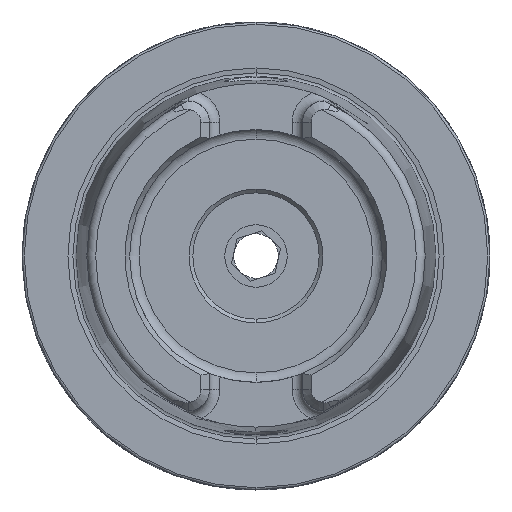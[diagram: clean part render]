
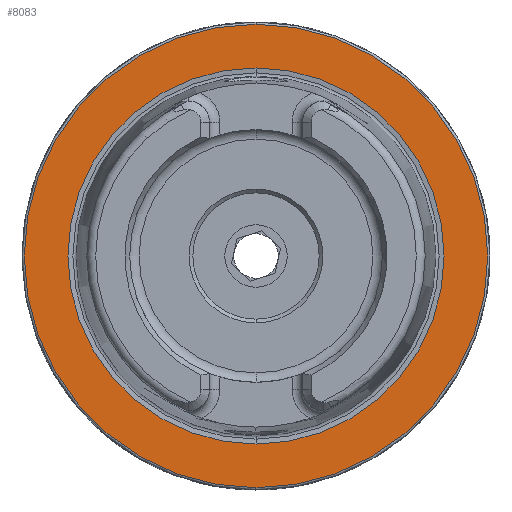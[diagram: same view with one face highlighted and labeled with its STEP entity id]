
A CAD part, left-side view. The second image highlights one B-rep face of the part: STEP entity #8083.
In plain terms, the highlighted planar face has unit normal (-1, 0, 0).
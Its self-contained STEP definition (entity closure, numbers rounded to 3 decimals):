
#54 = DIRECTION ( 'NONE',  ( 0., 0., 1. ) ) ;
#441 = CARTESIAN_POINT ( 'NONE',  ( 0., 0., -25.319 ) ) ;
#452 = CARTESIAN_POINT ( 'NONE',  ( 0., 0., 31.2 ) ) ;
#476 = CARTESIAN_POINT ( 'NONE',  ( 0., 0., -31.2 ) ) ;
#529 = CARTESIAN_POINT ( 'NONE',  ( 0., 0., 25.319 ) ) ;
#1253 = CIRCLE ( 'NONE', #7913, 31.2 ) ;
#2080 = CARTESIAN_POINT ( 'NONE',  ( 0., 0., 0. ) ) ;
#2081 = DIRECTION ( 'NONE',  ( -1., 0., 0. ) ) ;
#2082 = DIRECTION ( 'NONE',  ( 0., 0., 1. ) ) ;
#2394 = AXIS2_PLACEMENT_3D ( 'NONE', #11113, #11121, #11122 ) ;
#2562 = ORIENTED_EDGE ( 'NONE', *, *, #3849, .T. ) ;
#3210 = EDGE_CURVE ( 'NONE', #7234, #7146, #4986, .T. ) ;
#3223 = EDGE_CURVE ( 'NONE', #7181, #7157, #4977, .T. ) ;
#3849 = EDGE_CURVE ( 'NONE', #7157, #7181, #1253, .T. ) ;
#3942 = EDGE_CURVE ( 'NONE', #7146, #7234, #11784, .T. ) ;
#4977 = CIRCLE ( 'NONE', #5029, 31.2 ) ;
#4986 = CIRCLE ( 'NONE', #4999, 25.319 ) ;
#4999 = AXIS2_PLACEMENT_3D ( 'NONE', #5679, #5680, #5681 ) ;
#5029 = AXIS2_PLACEMENT_3D ( 'NONE', #5777, #5778, #5779 ) ;
#5679 = CARTESIAN_POINT ( 'NONE',  ( 0., 0., 0. ) ) ;
#5680 = DIRECTION ( 'NONE',  ( -1., 0., 0. ) ) ;
#5681 = DIRECTION ( 'NONE',  ( 0., 0., 1. ) ) ;
#5777 = CARTESIAN_POINT ( 'NONE',  ( 0., 0., 0. ) ) ;
#5778 = DIRECTION ( 'NONE',  ( -1., 0., 0. ) ) ;
#5779 = DIRECTION ( 'NONE',  ( 0., 0., 1. ) ) ;
#7146 = VERTEX_POINT ( 'NONE', #441 ) ;
#7157 = VERTEX_POINT ( 'NONE', #452 ) ;
#7181 = VERTEX_POINT ( 'NONE', #476 ) ;
#7234 = VERTEX_POINT ( 'NONE', #529 ) ;
#7913 = AXIS2_PLACEMENT_3D ( 'NONE', #2080, #2081, #2082 ) ;
#8083 = ADVANCED_FACE ( 'NONE', ( #11117, #11118 ), #11119, .F. ) ;
#9224 = CARTESIAN_POINT ( 'NONE',  ( 0., 0., 0. ) ) ;
#9226 = DIRECTION ( 'NONE',  ( -1., 0., 0. ) ) ;
#9296 = ORIENTED_EDGE ( 'NONE', *, *, #3223, .T. ) ;
#9303 = ORIENTED_EDGE ( 'NONE', *, *, #3210, .F. ) ;
#9307 = ORIENTED_EDGE ( 'NONE', *, *, #3942, .F. ) ;
#11113 = CARTESIAN_POINT ( 'NONE',  ( 0., 31.2, 0. ) ) ;
#11117 = FACE_BOUND ( 'NONE', #12006, .T. ) ;
#11118 = FACE_OUTER_BOUND ( 'NONE', #12063, .T. ) ;
#11119 = PLANE ( 'NONE',  #2394 ) ;
#11121 = DIRECTION ( 'NONE',  ( 1., 0., 0. ) ) ;
#11122 = DIRECTION ( 'NONE',  ( 0., 0., -1. ) ) ;
#11784 = CIRCLE ( 'NONE', #11830, 25.319 ) ;
#11830 = AXIS2_PLACEMENT_3D ( 'NONE', #9224, #9226, #54 ) ;
#12006 = EDGE_LOOP ( 'NONE', ( #9303, #9307 ) ) ;
#12063 = EDGE_LOOP ( 'NONE', ( #2562, #9296 ) ) ;
